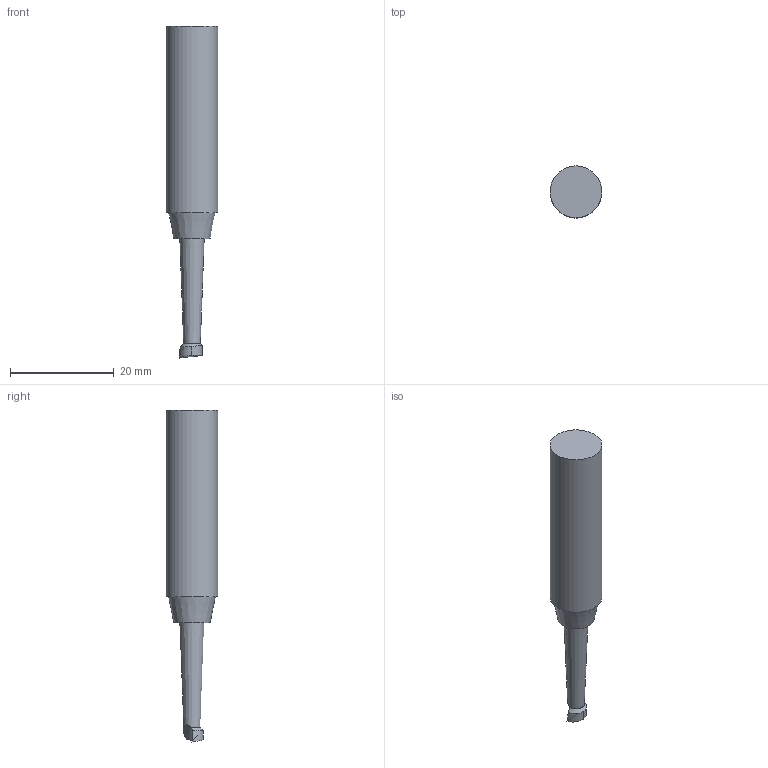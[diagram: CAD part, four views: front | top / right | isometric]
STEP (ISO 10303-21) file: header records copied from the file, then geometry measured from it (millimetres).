
FILE_DESCRIPTION((''),'1');
FILE_NAME('RBE5.stp','2022-09-28T03:23:43',(''),(''),'Spatial Interop R21 SP3','Kubotek KeyCreator 2011 V10.0.2 (22737)',' ');
FILE_SCHEMA(('automotive_design'));
Length unit declared in the file: millimetre
Products named in the file (2): 241[3]; 240[2]
Bounding box: 10 x 10 x 64 mm (x, y, z)
Volume: 3352.4 mm3; surface area: 1680.5 mm2
Topology: 2 solids, 2 shells, 22 faces, 46 edges, 30 vertices
Faces by surface type: plane 12, cylinder 6, cone 4
Full cylindrical faces by diameter (mm): 10 x1
Entity records: 1150 total; most frequent: CARTESIAN_POINT 171, DIRECTION 98, PRESENTATION_STYLE_ASSIGNMENT 90, COLOUR_RGB 90, ORIENTED_EDGE 84, STYLED_ITEM 66, CURVE_STYLE 66, DRAUGHTING_PRE_DEFINED_CURVE_FONT 66
